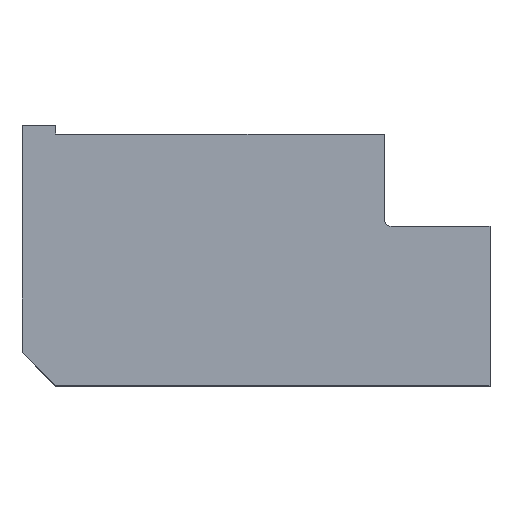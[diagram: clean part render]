
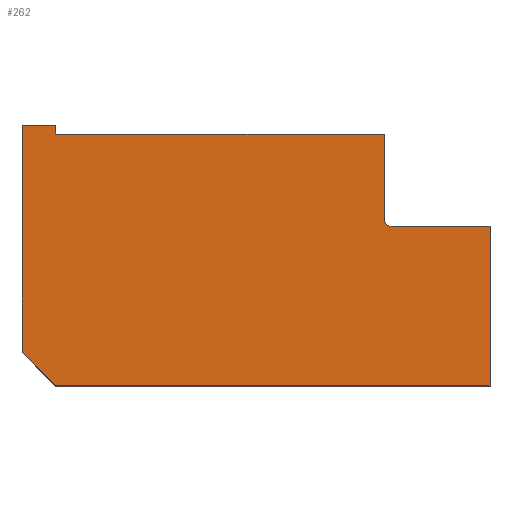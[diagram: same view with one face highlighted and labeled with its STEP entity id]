
A CAD part, top view. The second image highlights one B-rep face of the part: STEP entity #262.
In plain terms, the highlighted planar face has unit normal (0, 0, 1).
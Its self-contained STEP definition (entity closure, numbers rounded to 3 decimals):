
#10 = CARTESIAN_POINT ( 'NONE',  ( 13.155, -7.308, 23.5 ) ) ;
#44 = CARTESIAN_POINT ( 'NONE',  ( 7.255, 2.192, 23.5 ) ) ;
#47 = LINE ( 'NONE', #754, #1170 ) ;
#57 = ORIENTED_EDGE ( 'NONE', *, *, #850, .T. ) ;
#59 = VERTEX_POINT ( 'NONE', #266 ) ;
#103 = EDGE_CURVE ( 'NONE', #528, #757, #1336, .T. ) ;
#170 = CARTESIAN_POINT ( 'NONE',  ( 13.155, 2.192, 23.5 ) ) ;
#190 = DIRECTION ( 'NONE',  ( 1., 0., 0. ) ) ;
#203 = VECTOR ( 'NONE', #868, 1000. ) ;
#206 = DIRECTION ( 'NONE',  ( 0., 0., 1. ) ) ;
#210 = DIRECTION ( 'NONE',  ( 0.707, -0.707, 0. ) ) ;
#224 = EDGE_CURVE ( 'NONE', #905, #59, #943, .T. ) ;
#244 = CARTESIAN_POINT ( 'NONE',  ( -12.745, 8.192, 23.5 ) ) ;
#247 = ORIENTED_EDGE ( 'NONE', *, *, #103, .T. ) ;
#262 = ADVANCED_FACE ( 'NONE', ( #328 ), #633, .T. ) ;
#266 = CARTESIAN_POINT ( 'NONE',  ( -12.745, -7.308, 23.5 ) ) ;
#275 = CARTESIAN_POINT ( 'NONE',  ( 6.855, 7.692, 23.5 ) ) ;
#278 = VERTEX_POINT ( 'NONE', #967 ) ;
#297 = LINE ( 'NONE', #244, #920 ) ;
#323 = CARTESIAN_POINT ( 'NONE',  ( 7.255, 2.592, 23.5 ) ) ;
#324 = DIRECTION ( 'NONE',  ( -1., 0., 0. ) ) ;
#325 = VERTEX_POINT ( 'NONE', #872 ) ;
#328 = FACE_OUTER_BOUND ( 'NONE', #823, .T. ) ;
#360 = DIRECTION ( 'NONE',  ( -1., 0., 0. ) ) ;
#361 = ORIENTED_EDGE ( 'NONE', *, *, #1186, .T. ) ;
#413 = ORIENTED_EDGE ( 'NONE', *, *, #895, .T. ) ;
#421 = VECTOR ( 'NONE', #579, 1000. ) ;
#501 = VECTOR ( 'NONE', #952, 1000. ) ;
#522 = CARTESIAN_POINT ( 'NONE',  ( -12.745, -7.308, 23.5 ) ) ;
#528 = VERTEX_POINT ( 'NONE', #10 ) ;
#530 = CARTESIAN_POINT ( 'NONE',  ( 7.255, 2.592, 23.5 ) ) ;
#536 = DIRECTION ( 'NONE',  ( 1., 0., 0. ) ) ;
#543 = CARTESIAN_POINT ( 'NONE',  ( -14.745, 8.192, 23.5 ) ) ;
#559 = DIRECTION ( 'NONE',  ( 0., 1., 0. ) ) ;
#569 = EDGE_CURVE ( 'NONE', #1056, #278, #47, .T. ) ;
#579 = DIRECTION ( 'NONE',  ( 1., 0., 0. ) ) ;
#614 = CIRCLE ( 'NONE', #881, 0.4 ) ;
#633 = PLANE ( 'NONE',  #966 ) ;
#658 = CARTESIAN_POINT ( 'NONE',  ( 6.855, 7.692, 23.5 ) ) ;
#699 = EDGE_CURVE ( 'NONE', #1201, #803, #297, .T. ) ;
#754 = CARTESIAN_POINT ( 'NONE',  ( -12.745, 7.692, 23.5 ) ) ;
#755 = LINE ( 'NONE', #543, #203 ) ;
#757 = VERTEX_POINT ( 'NONE', #915 ) ;
#763 = EDGE_CURVE ( 'NONE', #59, #528, #931, .T. ) ;
#789 = CARTESIAN_POINT ( 'NONE',  ( 7.255, 2.192, 23.5 ) ) ;
#803 = VERTEX_POINT ( 'NONE', #992 ) ;
#823 = EDGE_LOOP ( 'NONE', ( #1269, #247, #1298, #1288, #361, #1226, #413, #856, #57, #1395 ) ) ;
#827 = VECTOR ( 'NONE', #360, 1000. ) ;
#850 = EDGE_CURVE ( 'NONE', #803, #905, #755, .T. ) ;
#855 = VECTOR ( 'NONE', #1128, 1000. ) ;
#856 = ORIENTED_EDGE ( 'NONE', *, *, #699, .T. ) ;
#868 = DIRECTION ( 'NONE',  ( 0., -1., 0. ) ) ;
#870 = LINE ( 'NONE', #658, #944 ) ;
#872 = CARTESIAN_POINT ( 'NONE',  ( 6.855, 2.592, 23.5 ) ) ;
#881 = AXIS2_PLACEMENT_3D ( 'NONE', #323, #1085, #190 ) ;
#895 = EDGE_CURVE ( 'NONE', #278, #1201, #1319, .T. ) ;
#905 = VERTEX_POINT ( 'NONE', #1238 ) ;
#911 = EDGE_CURVE ( 'NONE', #757, #1331, #1125, .T. ) ;
#915 = CARTESIAN_POINT ( 'NONE',  ( 13.155, 2.192, 23.5 ) ) ;
#920 = VECTOR ( 'NONE', #1003, 1000. ) ;
#931 = LINE ( 'NONE', #1245, #421 ) ;
#943 = LINE ( 'NONE', #522, #1203 ) ;
#944 = VECTOR ( 'NONE', #559, 1000. ) ;
#952 = DIRECTION ( 'NONE',  ( 0., 1., 0. ) ) ;
#966 = AXIS2_PLACEMENT_3D ( 'NONE', #530, #206, #536 ) ;
#967 = CARTESIAN_POINT ( 'NONE',  ( -12.745, 7.692, 23.5 ) ) ;
#992 = CARTESIAN_POINT ( 'NONE',  ( -14.745, 8.192, 23.5 ) ) ;
#1003 = DIRECTION ( 'NONE',  ( -1., 0., 0. ) ) ;
#1056 = VERTEX_POINT ( 'NONE', #275 ) ;
#1074 = EDGE_CURVE ( 'NONE', #1331, #325, #614, .T. ) ;
#1085 = DIRECTION ( 'NONE',  ( 0., 0., -1. ) ) ;
#1125 = LINE ( 'NONE', #789, #827 ) ;
#1128 = DIRECTION ( 'NONE',  ( 0., 1., 0. ) ) ;
#1170 = VECTOR ( 'NONE', #324, 1000. ) ;
#1186 = EDGE_CURVE ( 'NONE', #325, #1056, #870, .T. ) ;
#1201 = VERTEX_POINT ( 'NONE', #1335 ) ;
#1203 = VECTOR ( 'NONE', #210, 1000. ) ;
#1226 = ORIENTED_EDGE ( 'NONE', *, *, #569, .T. ) ;
#1238 = CARTESIAN_POINT ( 'NONE',  ( -14.745, -5.308, 23.5 ) ) ;
#1245 = CARTESIAN_POINT ( 'NONE',  ( 13.155, -7.308, 23.5 ) ) ;
#1248 = CARTESIAN_POINT ( 'NONE',  ( -12.745, 8.192, 23.5 ) ) ;
#1269 = ORIENTED_EDGE ( 'NONE', *, *, #763, .T. ) ;
#1288 = ORIENTED_EDGE ( 'NONE', *, *, #1074, .T. ) ;
#1298 = ORIENTED_EDGE ( 'NONE', *, *, #911, .T. ) ;
#1319 = LINE ( 'NONE', #1248, #855 ) ;
#1331 = VERTEX_POINT ( 'NONE', #44 ) ;
#1335 = CARTESIAN_POINT ( 'NONE',  ( -12.745, 8.192, 23.5 ) ) ;
#1336 = LINE ( 'NONE', #170, #501 ) ;
#1395 = ORIENTED_EDGE ( 'NONE', *, *, #224, .T. ) ;
